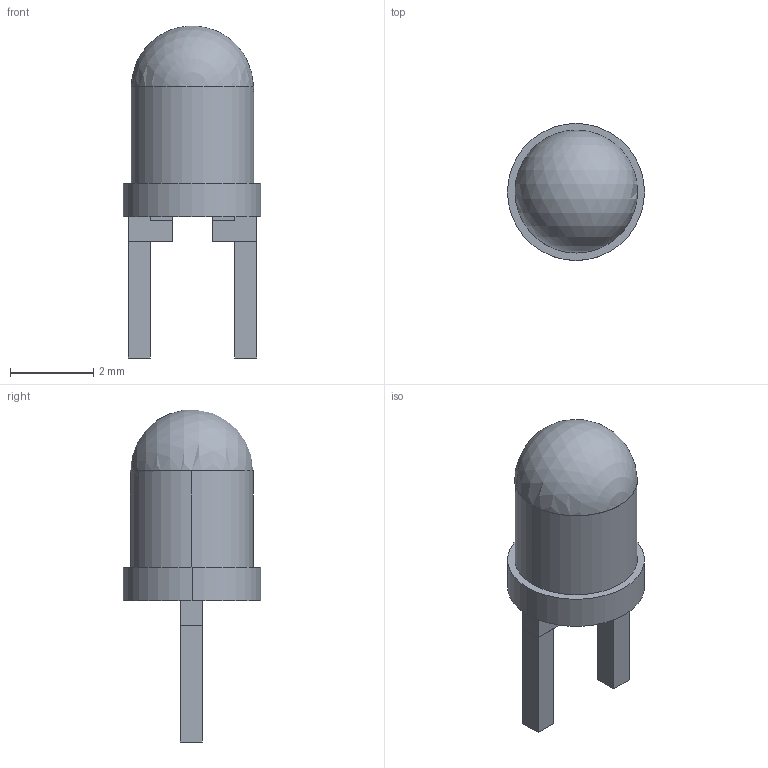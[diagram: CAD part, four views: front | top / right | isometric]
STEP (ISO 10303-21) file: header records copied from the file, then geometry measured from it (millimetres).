
FILE_DESCRIPTION (( 'STEP AP214' ), '1' );
FILE_NAME ('SW3dPS-LEDd3Y.STEP', '2009-05-09T20:09:32', ( 'sysAdmin' ), ( 'SolidWorks' ), 'SwSTEP 2.0', 'SolidWorks 2009', '' );
FILE_SCHEMA (( 'AUTOMOTIVE_DESIGN' ));
Length unit declared in the file: millimetre
Products named in the file (20): SW3dPS-LEDd3Y_Sphere; SW3dPS-LEDd3Y_352471808; SW3dPS-LEDd3Y_Extruded2; SW3dPS-LEDd3Y; SW3dPS-LEDd3Y_Open CASCADE STEP translator 6.2 545.1; SW3dPS-LEDd3Y_352709328; SW3dPS-LEDd3Y_Cylinder; SW3dPS-LEDd3Y_352466432; SW3dPS-LEDd3Y_Cylinder1; SW3dPS-LEDd3Y_352466768; SW3dPS-LEDd3Y_352708944; SW3dPS-LEDd3Y_Extruded1; SW3dPS-LEDd3Y_352709456; SW3dPS-LEDd3Y_Extruded5; SW3dPS-LEDd3Y_352708560; SW3dPS-LEDd3Y_352708816; SW3dPS-LEDd3Y_Extruded4; SW3dPS-LEDd3Y_Extruded3; SW3dPS-LEDd3Y_352709712; SW3dPS-LEDd3Y_Extruded
Assembly tree (23 placements, depth 4):
  SW3dPS-LEDd3Y
    SW3dPS-LEDd3Y_Open CASCADE STEP translator 6.2 545.1
      SW3dPS-LEDd3Y_352466768
        SW3dPS-LEDd3Y_Cylinder1
      SW3dPS-LEDd3Y_352709328  x2
        SW3dPS-LEDd3Y_Extruded2
      SW3dPS-LEDd3Y_352708944  x2
        SW3dPS-LEDd3Y_Extruded4
      SW3dPS-LEDd3Y_352471808
        SW3dPS-LEDd3Y_Sphere
      SW3dPS-LEDd3Y_352708560  x2
        SW3dPS-LEDd3Y_Extruded
      SW3dPS-LEDd3Y_352466432
        SW3dPS-LEDd3Y_Cylinder
      SW3dPS-LEDd3Y_352708816  x2
        SW3dPS-LEDd3Y_Extruded5
      SW3dPS-LEDd3Y_352709456
        SW3dPS-LEDd3Y_Extruded1
      SW3dPS-LEDd3Y_352709712
        SW3dPS-LEDd3Y_Extruded3
Bounding box: 3.3 x 3.3 x 7.99 mm (x, y, z)
Volume: 40.4 mm3; surface area: 124 mm2
Topology: 13 solids, 13 shells, 70 faces, 140 edges, 92 vertices
Faces by surface type: plane 64, cylinder 4, sphere 2
Entity records: 1846 total; most frequent: DIRECTION 260, CARTESIAN_POINT 226, ORIENTED_EDGE 172, AXIS2_PLACEMENT_3D 92, EDGE_CURVE 86, LINE 76, VECTOR 76, VERTEX_POINT 58
